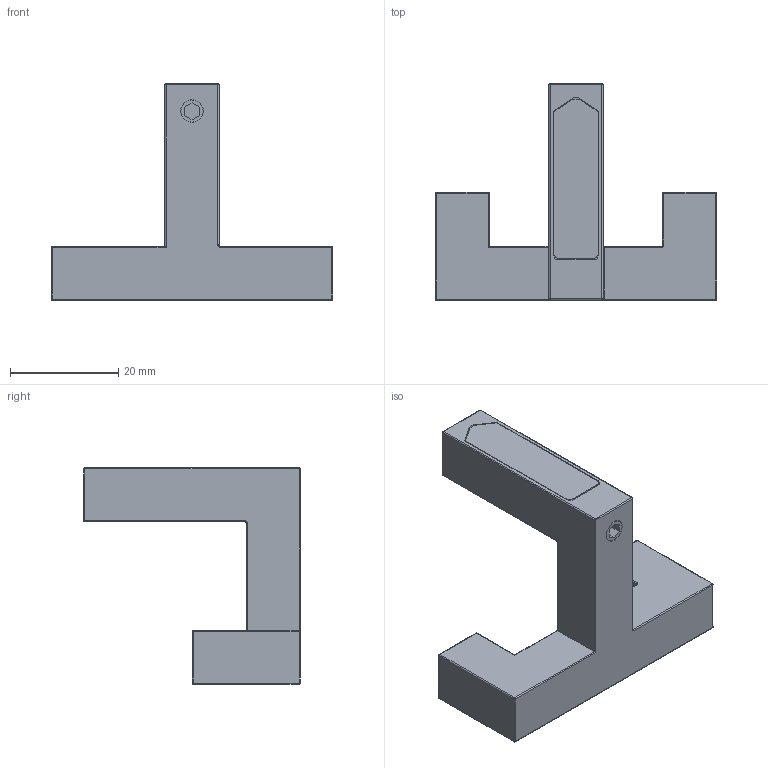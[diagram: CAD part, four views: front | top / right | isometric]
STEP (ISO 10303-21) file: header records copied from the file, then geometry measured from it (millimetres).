
FILE_DESCRIPTION(/* description */ (''),/* implementation_level */ '2;1');
FILE_NAME(/* name */ 'WZ-K2202.stp',/* time_stamp */ '2019-03-04T11:25:22+01:00',/* author */ ('tomaszw'),/* organization */ (''),/* preprocessor_version */ 'ST-DEVELOPER v17',/* originating_system */ 'Autodesk Inventor 2019',/* authorisation */ '');
FILE_SCHEMA (('AUTOMOTIVE_DESIGN { 1 0 10303 214 3 1 1 }'));
Length unit declared in the file: millimetre
Products named in the file (4): WZ-K2202; Solid1; Solid2; Solid3
Assembly tree (3 placements, depth 2):
  WZ-K2202
    Solid1
    Solid2
    Solid3
Bounding box: 52 x 40 x 40 mm (x, y, z)
Volume: 13051.9 mm3; surface area: 7126.6 mm2
Topology: 3 solids, 3 shells, 118 faces, 263 edges, 153 vertices
Faces by surface type: plane 48, cylinder 46, sphere 18, torus 6
Full cylindrical faces by diameter (mm): 4.071 x1, 4.134 x1
Entity records: 3353 total; most frequent: DIRECTION 610, CARTESIAN_POINT 541, ORIENTED_EDGE 526, EDGE_CURVE 263, AXIS2_PLACEMENT_3D 222, LINE 166, VECTOR 166, VERTEX_POINT 153
